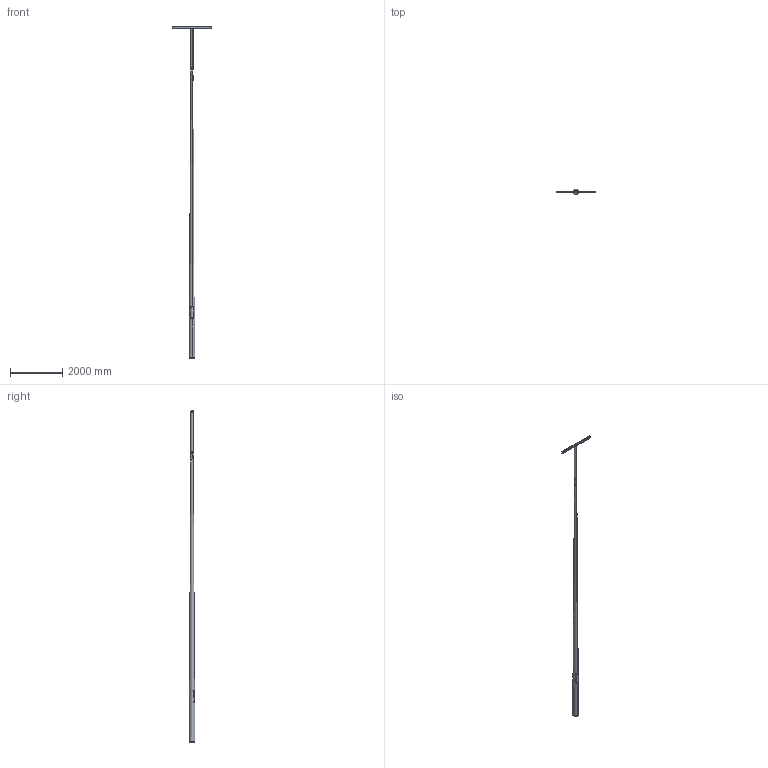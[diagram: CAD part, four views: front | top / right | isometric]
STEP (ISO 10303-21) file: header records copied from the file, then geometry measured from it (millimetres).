
FILE_DESCRIPTION (( 'STEP AP214' ), '1' );
FILE_NAME ('101010KGXS KH12TO15-89 4608022 KARTIOPYLVÄS ORRELLA_3D.step', '2022-06-01T11:35:22', ( '' ), ( '' ), 'SwSTEP 2.0', 'SolidWorks 2021', '' );
FILE_SCHEMA (( 'AUTOMOTIVE_DESIGN' ));
Length unit declared in the file: millimetre
Products named in the file (14): KYTKENTÄAUKON LUUKKU_89-222-3-11100; PIDÄTINRUUVI DIN 914 - M10_DIN 914 - M10 x 20-N; PIDÄTINRUUVI DIN 914 - M10_DIN 914 - M10 x 16-N; KARTIO-ORSI_TO15-89-1500; KARTIORUNKO_C212K; 101010KGXS KH12TO15-89 4608022 KARTIOPYLVÄS ORRELLA_3D; LATTA 5X16X460 KYTKENTÄAUKON VAHVIKE_C 1; ORREN LATTA_LATTA 5X50X180; KYTKENTÄAUKON LATTARAUTA_LATTA 4X20X150; socket head cap screw_din_DIN 912 M6 x 16 --- 16N; KARTIOAIHIO_89-222-3-11100; KARTIOSOVITE_D89-D70X1500; VARREN NEOPREN-TIIVISTE_D76X4; ORREN AIHIO_ORREN AIHIO UNP-80X1500
Assembly tree (22 placements, depth 3):
  101010KGXS KH12TO15-89 4608022 KARTIOPYLVÄS ORRELLA_3D
    KARTIORUNKO_C212K
      KARTIOAIHIO_89-222-3-11100
      socket head cap screw_din_DIN 912 M6 x 16 --- 16N  x4
      LATTA 5X16X460 KYTKENTÄAUKON VAHVIKE_C 1  x2
      KYTKENTÄAUKON LATTARAUTA_LATTA 4X20X150  x2
      KYTKENTÄAUKON LUUKKU_89-222-3-11100
      PIDÄTINRUUVI DIN 914 - M10_DIN 914 - M10 x 16-N  x5
      PIDÄTINRUUVI DIN 914 - M10_DIN 914 - M10 x 20-N
    KARTIO-ORSI_TO15-89-1500
      KARTIOSOVITE_D89-D70X1500
      ORREN AIHIO_ORREN AIHIO UNP-80X1500
      VARREN NEOPREN-TIIVISTE_D76X4
      ORREN LATTA_LATTA 5X50X180
Bounding box: 1500 x 222 x 12680 mm (x, y, z)
Volume: 19179905.7 mm3; surface area: 12163814.7 mm2
Topology: 21 solids, 21 shells, 370 faces, 903 edges, 562 vertices
Faces by surface type: plane 176, cylinder 97, cone 59, torus 26, bspline 12
Entity records: 10087 total; most frequent: CARTESIAN_POINT 4046, ORIENTED_EDGE 1138, DIRECTION 1032, EDGE_CURVE 569, AXIS2_PLACEMENT_3D 381, VERTEX_POINT 363, LINE 270, VECTOR 270
